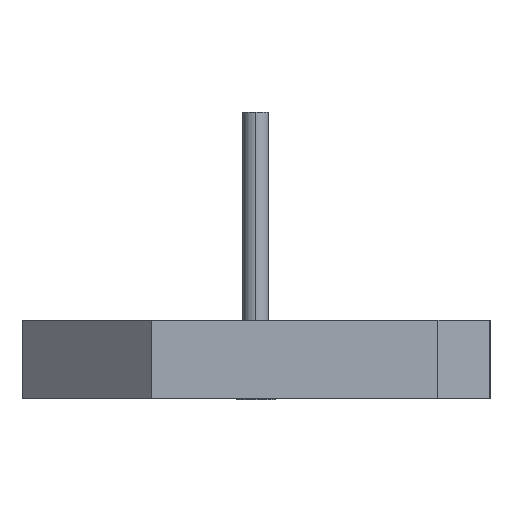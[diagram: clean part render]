
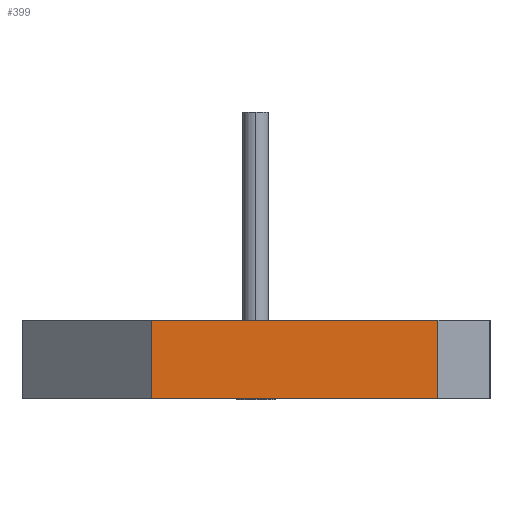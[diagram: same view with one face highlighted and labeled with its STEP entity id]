
A CAD part, left-side view. The second image highlights one B-rep face of the part: STEP entity #399.
In plain terms, the highlighted planar face has unit normal (-1, 0, 0).
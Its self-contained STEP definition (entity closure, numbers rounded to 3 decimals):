
#20=DIRECTION('',(0.,-1.,0.));
#21=VECTOR('',#20,11.);
#22=CARTESIAN_POINT('',(-34.5,4.,0.));
#23=LINE('',#22,#21);
#98=DIRECTION('',(0.,-1.,0.));
#99=VECTOR('',#98,11.);
#100=CARTESIAN_POINT('',(-34.5,4.,3.));
#101=LINE('',#100,#99);
#138=DIRECTION('',(0.,0.,-1.));
#139=VECTOR('',#138,3.);
#140=CARTESIAN_POINT('',(-34.5,4.,3.));
#141=LINE('',#140,#139);
#142=DIRECTION('',(0.,0.,-1.));
#143=VECTOR('',#142,3.);
#144=CARTESIAN_POINT('',(-34.5,-7.,3.));
#145=LINE('',#144,#143);
#175=CARTESIAN_POINT('',(-34.5,-7.,0.));
#177=VERTEX_POINT('',#175);
#178=CARTESIAN_POINT('',(-34.5,-7.,3.));
#179=VERTEX_POINT('',#178);
#182=CARTESIAN_POINT('',(-34.5,4.,0.));
#184=VERTEX_POINT('',#182);
#188=CARTESIAN_POINT('',(-34.5,4.,3.));
#189=VERTEX_POINT('',#188);
#388=CARTESIAN_POINT('',(-34.5,9.,0.));
#389=DIRECTION('',(-1.,0.,0.));
#390=DIRECTION('',(0.,-1.,0.));
#391=AXIS2_PLACEMENT_3D('',#388,#389,#390);
#392=PLANE('',#391);
#393=ORIENTED_EDGE('',*,*,#331,.F.);
#394=ORIENTED_EDGE('',*,*,#302,.T.);
#395=ORIENTED_EDGE('',*,*,#381,.T.);
#396=ORIENTED_EDGE('',*,*,#229,.F.);
#397=EDGE_LOOP('',(#393,#394,#395,#396));
#398=FACE_OUTER_BOUND('',#397,.F.);
#399=ADVANCED_FACE('',(#398),#392,.T.);
#229=EDGE_CURVE('',#184,#177,#23,.T.);
#302=EDGE_CURVE('',#189,#179,#101,.T.);
#331=EDGE_CURVE('',#189,#184,#141,.T.);
#381=EDGE_CURVE('',#179,#177,#145,.T.);
